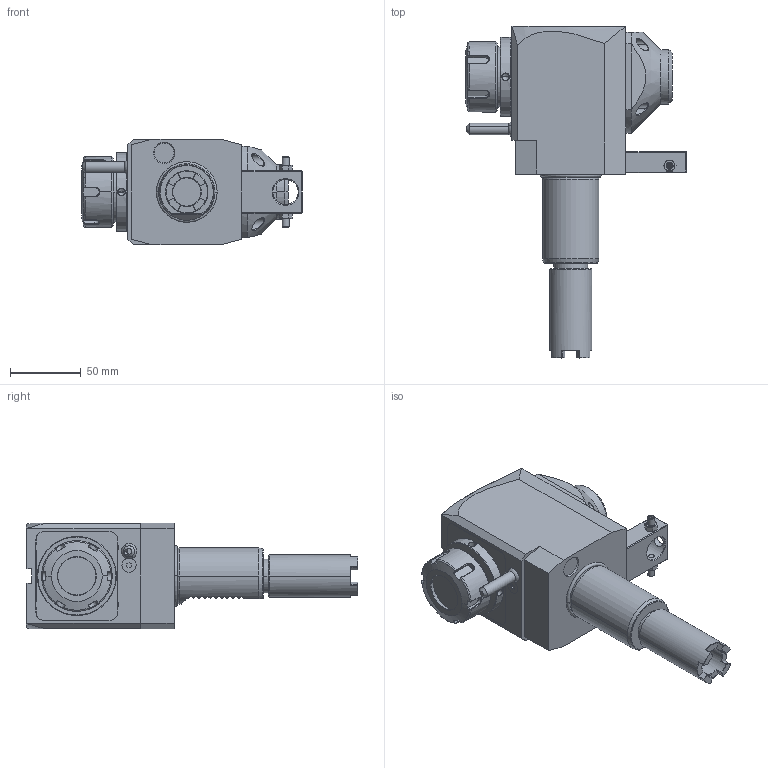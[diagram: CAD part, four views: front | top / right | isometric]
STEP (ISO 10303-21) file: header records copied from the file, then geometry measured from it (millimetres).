
FILE_DESCRIPTION((''),'2;1');
FILE_NAME('NGT1_40_251_32_3_2_69C','2022-02-15T',('vali'),('NOVA GRUP'),'PRO/ENGINEER BY PARAMETRIC TECHNOLOGY CORPORATION, 2010280','PRO/ENGINEER BY PARAMETRIC TECHNOLOGY CORPORATION, 2010280','');
FILE_SCHEMA(('CONFIG_CONTROL_DESIGN'));
Length unit declared in the file: millimetre
Products named in the file (1): NGT1_40_251_32_3_2_69C
Bounding box: 156.6 x 235.25 x 75 mm (x, y, z)
Volume: 890776.1 mm3; surface area: 79810.2 mm2
Topology: 1 solids, 1 shells, 515 faces, 1301 edges, 797 vertices
Faces by surface type: plane 228, cylinder 113, cone 107, bspline 50, torus 13, extrusion 2, sphere 2
Entity records: 22215 total; most frequent: CARTESIAN_POINT 10631, ORIENTED_EDGE 2546, DIRECTION 2125, EDGE_CURVE 1273, VERTEX_POINT 797, AXIS2_PLACEMENT_3D 749, VECTOR 627, LINE 625
